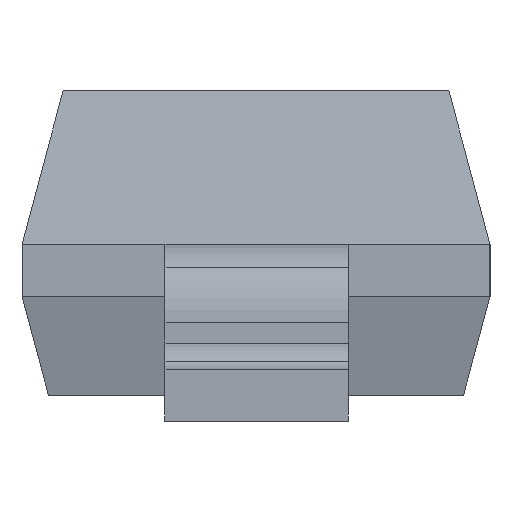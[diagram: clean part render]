
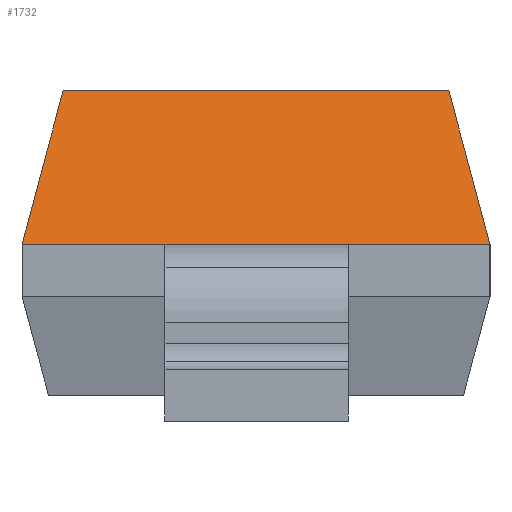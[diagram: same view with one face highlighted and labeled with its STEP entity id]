
A CAD part, left-side view. The second image highlights one B-rep face of the part: STEP entity #1732.
In plain terms, the highlighted planar face has unit normal (-0.966, 0, 0.259).
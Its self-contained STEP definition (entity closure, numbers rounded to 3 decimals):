
#1667=CARTESIAN_POINT('',(-1.35,-0.901,0.68));
#1668=VERTEX_POINT('',#1667);
#1669=CARTESIAN_POINT('',(-1.35,0.899,0.68));
#1670=VERTEX_POINT('',#1669);
#1671=CARTESIAN_POINT('',(-1.35,-0.901,0.68));
#1672=DIRECTION('',(0.0,1.0,0.0));
#1673=VECTOR('',#1672,1.8);
#1674=LINE('',#1671,#1673);
#1675=EDGE_CURVE('',#1668,#1670,#1674,.T.);
#1702=CARTESIAN_POINT('',(-1.184,0.989,1.3));
#1703=DIRECTION('',(-0.966,0.,0.259));
#1704=DIRECTION('',(0.0,-1.0,0.0));
#1705=AXIS2_PLACEMENT_3D('',#1702,#1703,#1704);
#1706=PLANE('',#1705);
#1707=ORIENTED_EDGE('',*,*,#1675,.F.);
#1708=CARTESIAN_POINT('',(-1.192,-0.743,1.27));
#1709=VERTEX_POINT('',#1708);
#1710=CARTESIAN_POINT('',(-1.192,-0.743,1.27));
#1711=DIRECTION('',(-0.251,-0.251,-0.935));
#1712=VECTOR('',#1711,0.631);
#1713=LINE('',#1710,#1712);
#1714=EDGE_CURVE('',#1709,#1668,#1713,.T.);
#1715=ORIENTED_EDGE('',*,*,#1714,.F.);
#1716=CARTESIAN_POINT('',(-1.192,0.741,1.27));
#1717=VERTEX_POINT('',#1716);
#1718=CARTESIAN_POINT('',(-1.192,0.741,1.27));
#1719=DIRECTION('',(0.0,-1.0,0.0));
#1720=VECTOR('',#1719,1.484);
#1721=LINE('',#1718,#1720);
#1722=EDGE_CURVE('',#1717,#1709,#1721,.T.);
#1723=ORIENTED_EDGE('',*,*,#1722,.F.);
#1724=CARTESIAN_POINT('',(-1.192,0.741,1.27));
#1725=DIRECTION('',(-0.251,0.251,-0.935));
#1726=VECTOR('',#1725,0.631);
#1727=LINE('',#1724,#1726);
#1728=EDGE_CURVE('',#1717,#1670,#1727,.T.);
#1729=ORIENTED_EDGE('',*,*,#1728,.T.);
#1730=EDGE_LOOP('',(#1707,#1715,#1723,#1729));
#1731=FACE_OUTER_BOUND('',#1730,.T.);
#1732=ADVANCED_FACE('',(#1731),#1706,.T.);
